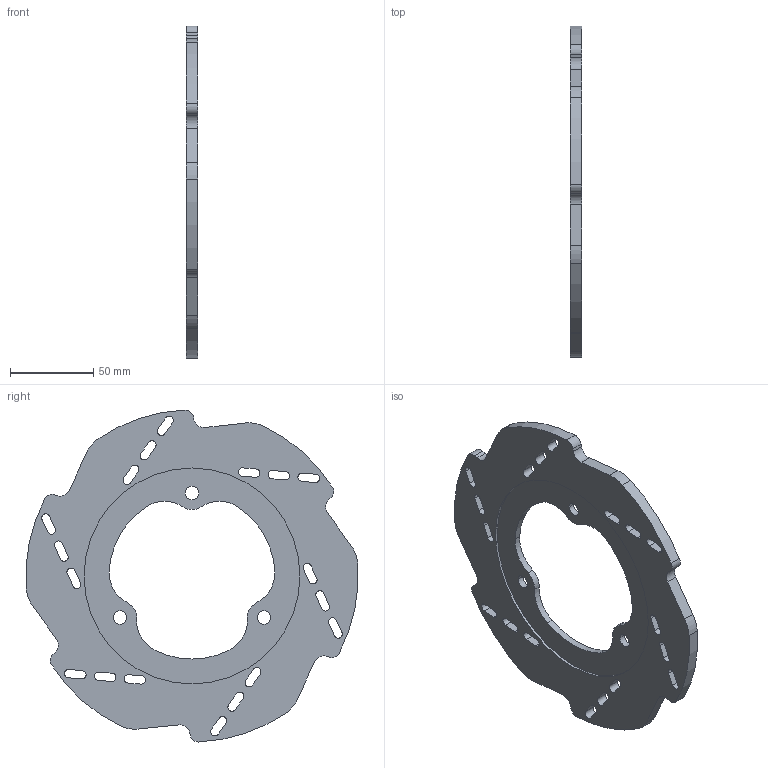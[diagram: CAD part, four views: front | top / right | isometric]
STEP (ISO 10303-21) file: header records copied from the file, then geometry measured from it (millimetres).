
FILE_DESCRIPTION(('CATIA V5 STEP Exchange'),'2;1');
FILE_NAME('disc.stp','2013-03-01T08:35:42+00:00',('none'),('none'),'CATIA Version 5 Release 19 GA (IN-10)','CATIA V5 STEP AP203','none');
FILE_SCHEMA(('CONFIG_CONTROL_DESIGN'));
Length unit declared in the file: millimetre
Products named in the file (1): Part1
Bounding box: 7 x 199.62 x 199.82 mm (x, y, z)
Volume: 133004.2 mm3; surface area: 54460.4 mm2
Topology: 1 solids, 1 shells, 134 faces, 390 edges, 260 vertices
Faces by surface type: cylinder 82, plane 52
Entity records: 4289 total; most frequent: ORIENTED_EDGE 780, CARTESIAN_POINT 750, DIRECTION 588, EDGE_CURVE 390, AXIS2_PLACEMENT_3D 264, VERTEX_POINT 260, VECTOR 226, LINE 226
